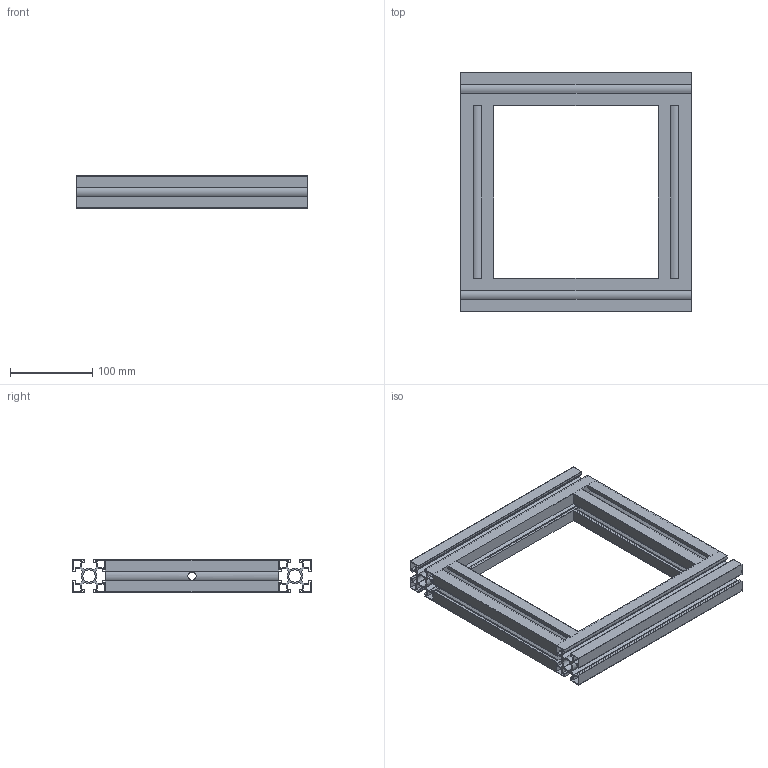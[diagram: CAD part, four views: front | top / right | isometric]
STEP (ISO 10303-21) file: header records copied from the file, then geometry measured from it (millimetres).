
FILE_DESCRIPTION( ( '' ), ' ' );
FILE_NAME( '5b02b73e53e7af0fdf12e57b.step', '2018-05-21T12:10:39', ( '' ), ( '' ), ' ', ' ', ' ' );
FILE_SCHEMA( ( 'AUTOMOTIVE_DESIGN { 1 0 10303 214 1 1 1 1 }' ) );
Length unit declared in the file: metre
Products named in the file (1): Component1
Bounding box: 280 x 290 x 40 mm (x, y, z)
Volume: 358792.5 mm3; surface area: 551902.7 mm2
Topology: 1 solids, 9 shells, 382 faces, 1120 edges, 750 vertices
Faces by surface type: plane 352, cylinder 30
Full cylindrical faces by diameter (mm): 10 x4
Entity records: 16304 total; most frequent: CARTESIAN_POINT 3037, ORIENTED_EDGE 2232, DIRECTION 1910, EDGE_CURVE 1116, LINE 976, VECTOR 976, VERTEX_POINT 750, AXIS2_PLACEMENT_3D 467
